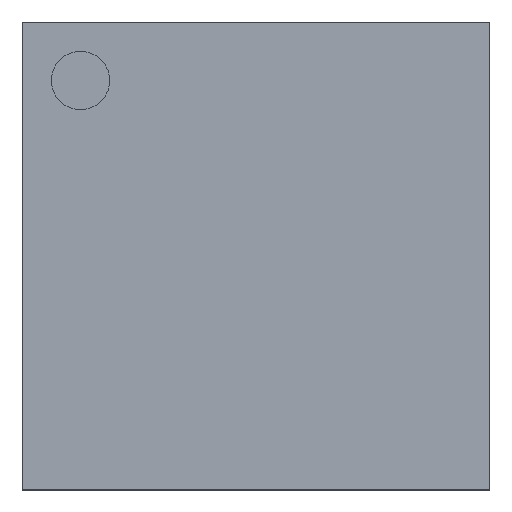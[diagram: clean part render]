
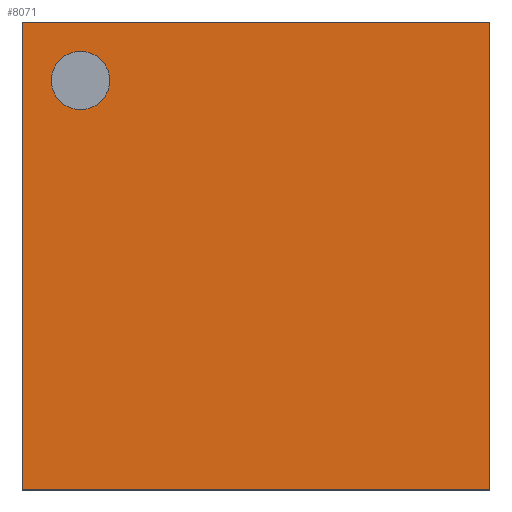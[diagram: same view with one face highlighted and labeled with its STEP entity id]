
A CAD part, top view. The second image highlights one B-rep face of the part: STEP entity #8071.
In plain terms, the highlighted planar face has unit normal (0, 0, 1).
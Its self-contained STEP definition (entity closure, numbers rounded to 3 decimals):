
#7882 = VERTEX_POINT('',#7883);
#7883 = CARTESIAN_POINT('',(-6.5,-6.5,1.4));
#7890 = PLANE('',#7891);
#7891 = AXIS2_PLACEMENT_3D('',#7892,#7893,#7894);
#7892 = CARTESIAN_POINT('',(-6.5,-6.5,0.45));
#7893 = DIRECTION('',(1.,0.,0.));
#7894 = DIRECTION('',(0.,0.,1.));
#7902 = PLANE('',#7903);
#7903 = AXIS2_PLACEMENT_3D('',#7904,#7905,#7906);
#7904 = CARTESIAN_POINT('',(-6.5,-6.5,0.45));
#7905 = DIRECTION('',(0.,1.,0.));
#7906 = DIRECTION('',(0.,-0.,1.));
#7943 = VERTEX_POINT('',#7944);
#7944 = CARTESIAN_POINT('',(-6.5,6.5,1.4));
#7958 = PLANE('',#7959);
#7959 = AXIS2_PLACEMENT_3D('',#7960,#7961,#7962);
#7960 = CARTESIAN_POINT('',(-6.5,6.5,0.45));
#7961 = DIRECTION('',(0.,1.,0.));
#7962 = DIRECTION('',(0.,-0.,1.));
#7970 = EDGE_CURVE('',#7882,#7943,#7971,.T.);
#7971 = SURFACE_CURVE('',#7972,(#7976,#7983),.PCURVE_S1.);
#7972 = LINE('',#7973,#7974);
#7973 = CARTESIAN_POINT('',(-6.5,-6.5,1.4));
#7974 = VECTOR('',#7975,1.);
#7975 = DIRECTION('',(0.,1.,0.));
#7976 = PCURVE('',#7890,#7977);
#7977 = DEFINITIONAL_REPRESENTATION('',(#7978),#7982);
#7978 = LINE('',#7979,#7980);
#7979 = CARTESIAN_POINT('',(0.95,0.));
#7980 = VECTOR('',#7981,1.);
#7981 = DIRECTION('',(0.,-1.));
#7982 = ( GEOMETRIC_REPRESENTATION_CONTEXT(2) 
PARAMETRIC_REPRESENTATION_CONTEXT() REPRESENTATION_CONTEXT('2D SPACE',''
  ) );
#7983 = PCURVE('',#7984,#7989);
#7984 = PLANE('',#7985);
#7985 = AXIS2_PLACEMENT_3D('',#7986,#7987,#7988);
#7986 = CARTESIAN_POINT('',(-6.5,-6.5,1.4));
#7987 = DIRECTION('',(0.,0.,1.));
#7988 = DIRECTION('',(1.,0.,-0.));
#7989 = DEFINITIONAL_REPRESENTATION('',(#7990),#7994);
#7990 = LINE('',#7991,#7992);
#7991 = CARTESIAN_POINT('',(0.,0.));
#7992 = VECTOR('',#7993,1.);
#7993 = DIRECTION('',(0.,1.));
#7994 = ( GEOMETRIC_REPRESENTATION_CONTEXT(2) 
PARAMETRIC_REPRESENTATION_CONTEXT() REPRESENTATION_CONTEXT('2D SPACE',''
  ) );
#8023 = EDGE_CURVE('',#7882,#8024,#8026,.T.);
#8024 = VERTEX_POINT('',#8025);
#8025 = CARTESIAN_POINT('',(6.5,-6.5,1.4));
#8026 = SURFACE_CURVE('',#8027,(#8031,#8038),.PCURVE_S1.);
#8027 = LINE('',#8028,#8029);
#8028 = CARTESIAN_POINT('',(-6.5,-6.5,1.4));
#8029 = VECTOR('',#8030,1.);
#8030 = DIRECTION('',(1.,0.,0.));
#8031 = PCURVE('',#7902,#8032);
#8032 = DEFINITIONAL_REPRESENTATION('',(#8033),#8037);
#8033 = LINE('',#8034,#8035);
#8034 = CARTESIAN_POINT('',(0.95,0.));
#8035 = VECTOR('',#8036,1.);
#8036 = DIRECTION('',(0.,1.));
#8037 = ( GEOMETRIC_REPRESENTATION_CONTEXT(2) 
PARAMETRIC_REPRESENTATION_CONTEXT() REPRESENTATION_CONTEXT('2D SPACE',''
  ) );
#8038 = PCURVE('',#7984,#8039);
#8039 = DEFINITIONAL_REPRESENTATION('',(#8040),#8044);
#8040 = LINE('',#8041,#8042);
#8041 = CARTESIAN_POINT('',(0.,0.));
#8042 = VECTOR('',#8043,1.);
#8043 = DIRECTION('',(1.,0.));
#8044 = ( GEOMETRIC_REPRESENTATION_CONTEXT(2) 
PARAMETRIC_REPRESENTATION_CONTEXT() REPRESENTATION_CONTEXT('2D SPACE',''
  ) );
#8060 = PLANE('',#8061);
#8061 = AXIS2_PLACEMENT_3D('',#8062,#8063,#8064);
#8062 = CARTESIAN_POINT('',(6.5,-6.5,0.45));
#8063 = DIRECTION('',(1.,0.,0.));
#8064 = DIRECTION('',(0.,0.,1.));
#8071 = ADVANCED_FACE('',(#8072,#8120),#7984,.T.);
#8072 = FACE_BOUND('',#8073,.T.);
#8073 = EDGE_LOOP('',(#8074,#8075,#8076,#8099));
#8074 = ORIENTED_EDGE('',*,*,#7970,.F.);
#8075 = ORIENTED_EDGE('',*,*,#8023,.T.);
#8076 = ORIENTED_EDGE('',*,*,#8077,.T.);
#8077 = EDGE_CURVE('',#8024,#8078,#8080,.T.);
#8078 = VERTEX_POINT('',#8079);
#8079 = CARTESIAN_POINT('',(6.5,6.5,1.4));
#8080 = SURFACE_CURVE('',#8081,(#8085,#8092),.PCURVE_S1.);
#8081 = LINE('',#8082,#8083);
#8082 = CARTESIAN_POINT('',(6.5,-6.5,1.4));
#8083 = VECTOR('',#8084,1.);
#8084 = DIRECTION('',(0.,1.,0.));
#8085 = PCURVE('',#7984,#8086);
#8086 = DEFINITIONAL_REPRESENTATION('',(#8087),#8091);
#8087 = LINE('',#8088,#8089);
#8088 = CARTESIAN_POINT('',(13.,0.));
#8089 = VECTOR('',#8090,1.);
#8090 = DIRECTION('',(0.,1.));
#8091 = ( GEOMETRIC_REPRESENTATION_CONTEXT(2) 
PARAMETRIC_REPRESENTATION_CONTEXT() REPRESENTATION_CONTEXT('2D SPACE',''
  ) );
#8092 = PCURVE('',#8060,#8093);
#8093 = DEFINITIONAL_REPRESENTATION('',(#8094),#8098);
#8094 = LINE('',#8095,#8096);
#8095 = CARTESIAN_POINT('',(0.95,0.));
#8096 = VECTOR('',#8097,1.);
#8097 = DIRECTION('',(0.,-1.));
#8098 = ( GEOMETRIC_REPRESENTATION_CONTEXT(2) 
PARAMETRIC_REPRESENTATION_CONTEXT() REPRESENTATION_CONTEXT('2D SPACE',''
  ) );
#8099 = ORIENTED_EDGE('',*,*,#8100,.F.);
#8100 = EDGE_CURVE('',#7943,#8078,#8101,.T.);
#8101 = SURFACE_CURVE('',#8102,(#8106,#8113),.PCURVE_S1.);
#8102 = LINE('',#8103,#8104);
#8103 = CARTESIAN_POINT('',(-6.5,6.5,1.4));
#8104 = VECTOR('',#8105,1.);
#8105 = DIRECTION('',(1.,0.,0.));
#8106 = PCURVE('',#7984,#8107);
#8107 = DEFINITIONAL_REPRESENTATION('',(#8108),#8112);
#8108 = LINE('',#8109,#8110);
#8109 = CARTESIAN_POINT('',(0.,13.));
#8110 = VECTOR('',#8111,1.);
#8111 = DIRECTION('',(1.,0.));
#8112 = ( GEOMETRIC_REPRESENTATION_CONTEXT(2) 
PARAMETRIC_REPRESENTATION_CONTEXT() REPRESENTATION_CONTEXT('2D SPACE',''
  ) );
#8113 = PCURVE('',#7958,#8114);
#8114 = DEFINITIONAL_REPRESENTATION('',(#8115),#8119);
#8115 = LINE('',#8116,#8117);
#8116 = CARTESIAN_POINT('',(0.95,0.));
#8117 = VECTOR('',#8118,1.);
#8118 = DIRECTION('',(0.,1.));
#8119 = ( GEOMETRIC_REPRESENTATION_CONTEXT(2) 
PARAMETRIC_REPRESENTATION_CONTEXT() REPRESENTATION_CONTEXT('2D SPACE',''
  ) );
#8120 = FACE_BOUND('',#8121,.T.);
#8121 = EDGE_LOOP('',(#8122));
#8122 = ORIENTED_EDGE('',*,*,#8123,.F.);
#8123 = EDGE_CURVE('',#8124,#8124,#8126,.T.);
#8124 = VERTEX_POINT('',#8125);
#8125 = CARTESIAN_POINT('',(-4.063,4.875,1.4));
#8126 = SURFACE_CURVE('',#8127,(#8132,#8139),.PCURVE_S1.);
#8127 = CIRCLE('',#8128,0.813);
#8128 = AXIS2_PLACEMENT_3D('',#8129,#8130,#8131);
#8129 = CARTESIAN_POINT('',(-4.875,4.875,1.4));
#8130 = DIRECTION('',(0.,0.,1.));
#8131 = DIRECTION('',(1.,0.,-0.));
#8132 = PCURVE('',#7984,#8133);
#8133 = DEFINITIONAL_REPRESENTATION('',(#8134),#8138);
#8134 = CIRCLE('',#8135,0.813);
#8135 = AXIS2_PLACEMENT_2D('',#8136,#8137);
#8136 = CARTESIAN_POINT('',(1.625,11.375));
#8137 = DIRECTION('',(1.,0.));
#8138 = ( GEOMETRIC_REPRESENTATION_CONTEXT(2) 
PARAMETRIC_REPRESENTATION_CONTEXT() REPRESENTATION_CONTEXT('2D SPACE',''
  ) );
#8139 = PCURVE('',#8140,#8145);
#8140 = CYLINDRICAL_SURFACE('',#8141,0.813);
#8141 = AXIS2_PLACEMENT_3D('',#8142,#8143,#8144);
#8142 = CARTESIAN_POINT('',(-4.875,4.875,1.26));
#8143 = DIRECTION('',(0.,0.,1.));
#8144 = DIRECTION('',(1.,0.,-0.));
#8145 = DEFINITIONAL_REPRESENTATION('',(#8146),#8150);
#8146 = LINE('',#8147,#8148);
#8147 = CARTESIAN_POINT('',(0.,0.14));
#8148 = VECTOR('',#8149,1.);
#8149 = DIRECTION('',(1.,0.));
#8150 = ( GEOMETRIC_REPRESENTATION_CONTEXT(2) 
PARAMETRIC_REPRESENTATION_CONTEXT() REPRESENTATION_CONTEXT('2D SPACE',''
  ) );
